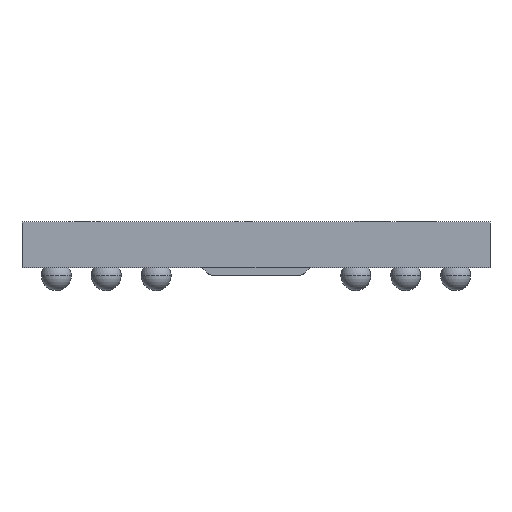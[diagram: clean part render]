
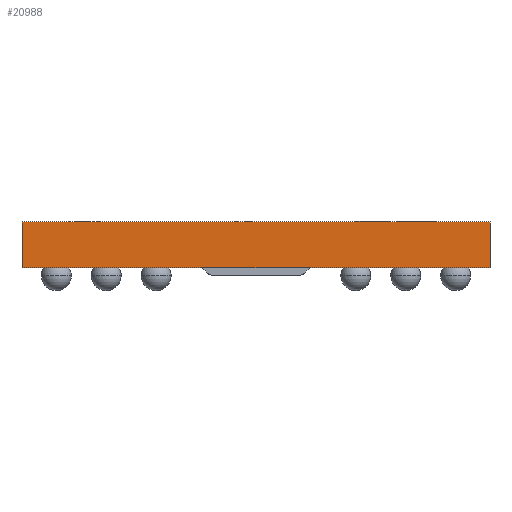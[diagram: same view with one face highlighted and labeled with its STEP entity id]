
A CAD part, front view. The second image highlights one B-rep face of the part: STEP entity #20988.
In plain terms, the highlighted planar face has unit normal (0, -1, 0).
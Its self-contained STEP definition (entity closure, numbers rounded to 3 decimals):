
#81 = VECTOR ( 'NONE', #2377, 1000. ) ;
#2377 = DIRECTION ( 'NONE',  ( 0., 0., -1. ) ) ;
#3025 = CARTESIAN_POINT ( 'NONE',  ( -3.75, -6.65, 0.73 ) ) ;
#3332 = LINE ( 'NONE', #24876, #27166 ) ;
#4475 = ORIENTED_EDGE ( 'NONE', *, *, #26784, .T. ) ;
#6234 = CARTESIAN_POINT ( 'NONE',  ( 3.75, -6.65, 0. ) ) ;
#7692 = EDGE_CURVE ( 'NONE', #15058, #10684, #20222, .T. ) ;
#7916 = CARTESIAN_POINT ( 'NONE',  ( -3.75, -6.65, 0. ) ) ;
#8083 = DIRECTION ( 'NONE',  ( 1., 0., 0. ) ) ;
#8791 = LINE ( 'NONE', #15405, #81 ) ;
#10277 = AXIS2_PLACEMENT_3D ( 'NONE', #18852, #25359, #8083 ) ;
#10595 = LINE ( 'NONE', #7916, #11115 ) ;
#10684 = VERTEX_POINT ( 'NONE', #22107 ) ;
#11115 = VECTOR ( 'NONE', #16675, 1000. ) ;
#14367 = DIRECTION ( 'NONE',  ( 1., 0., 0. ) ) ;
#15058 = VERTEX_POINT ( 'NONE', #22614 ) ;
#15405 = CARTESIAN_POINT ( 'NONE',  ( 3.75, -6.65, 0.73 ) ) ;
#16216 = ORIENTED_EDGE ( 'NONE', *, *, #7692, .T. ) ;
#16283 = FACE_OUTER_BOUND ( 'NONE', #22749, .T. ) ;
#16675 = DIRECTION ( 'NONE',  ( 1., 0., 0. ) ) ;
#18852 = CARTESIAN_POINT ( 'NONE',  ( -3.75, -6.65, 0.73 ) ) ;
#18999 = VECTOR ( 'NONE', #27304, 1000. ) ;
#19100 = EDGE_CURVE ( 'NONE', #23360, #25698, #8791, .T. ) ;
#19406 = EDGE_CURVE ( 'NONE', #15058, #23360, #3332, .T. ) ;
#20222 = LINE ( 'NONE', #3025, #18999 ) ;
#20415 = ORIENTED_EDGE ( 'NONE', *, *, #19406, .F. ) ;
#20988 = ADVANCED_FACE ( 'NONE', ( #16283 ), #27903, .F. ) ;
#22107 = CARTESIAN_POINT ( 'NONE',  ( -3.75, -6.65, 0. ) ) ;
#22614 = CARTESIAN_POINT ( 'NONE',  ( -3.75, -6.65, 0.73 ) ) ;
#22749 = EDGE_LOOP ( 'NONE', ( #4475, #25770, #20415, #16216 ) ) ;
#23360 = VERTEX_POINT ( 'NONE', #25147 ) ;
#24876 = CARTESIAN_POINT ( 'NONE',  ( -3.75, -6.65, 0.73 ) ) ;
#25147 = CARTESIAN_POINT ( 'NONE',  ( 3.75, -6.65, 0.73 ) ) ;
#25359 = DIRECTION ( 'NONE',  ( 0., 1., 0. ) ) ;
#25698 = VERTEX_POINT ( 'NONE', #6234 ) ;
#25770 = ORIENTED_EDGE ( 'NONE', *, *, #19100, .F. ) ;
#26784 = EDGE_CURVE ( 'NONE', #10684, #25698, #10595, .T. ) ;
#27166 = VECTOR ( 'NONE', #14367, 1000. ) ;
#27304 = DIRECTION ( 'NONE',  ( 0., 0., -1. ) ) ;
#27903 = PLANE ( 'NONE',  #10277 ) ;
